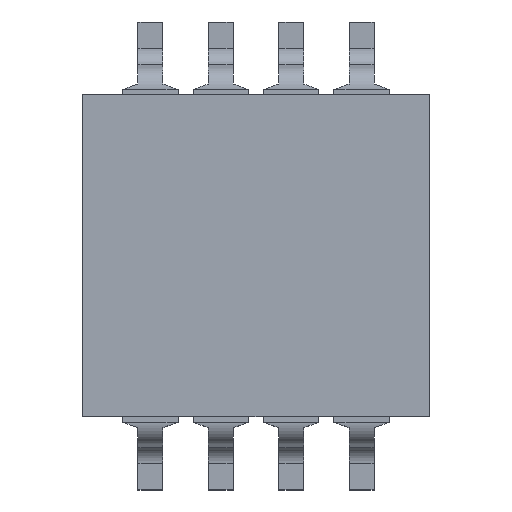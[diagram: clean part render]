
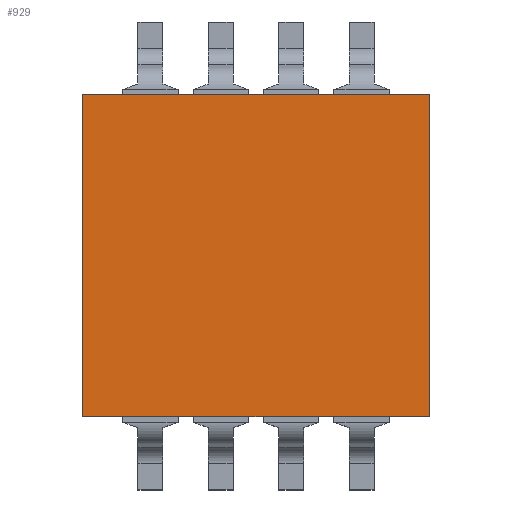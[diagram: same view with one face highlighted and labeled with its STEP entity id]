
A CAD part, top view. The second image highlights one B-rep face of the part: STEP entity #929.
In plain terms, the highlighted planar face has unit normal (0, 0, 1).
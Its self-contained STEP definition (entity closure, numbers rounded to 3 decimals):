
#929 = ADVANCED_FACE( '', ( #1890 ), #1891, .T. );
#1890 = FACE_OUTER_BOUND( '', #2993, .T. );
#1891 = PLANE( '', #2994 );
#2993 = EDGE_LOOP( '', ( #5128, #5129, #5130, #5131 ) );
#2994 = AXIS2_PLACEMENT_3D( '', #5132, #5133, #5134 );
#5128 = ORIENTED_EDGE( '', *, *, #7911, .T. );
#5129 = ORIENTED_EDGE( '', *, *, #7326, .T. );
#5130 = ORIENTED_EDGE( '', *, *, #7912, .T. );
#5131 = ORIENTED_EDGE( '', *, *, #7913, .T. );
#5132 = CARTESIAN_POINT( '', ( 0., 0., 0.05 ) );
#5133 = DIRECTION( '', ( 0., 0., 1. ) );
#5134 = DIRECTION( '', ( 1., 0., 0. ) );
#7326 = EDGE_CURVE( '', #8815, #8813, #8816, .T. );
#7911 = EDGE_CURVE( '', #9737, #8815, #9738, .T. );
#7912 = EDGE_CURVE( '', #8813, #9739, #9740, .T. );
#7913 = EDGE_CURVE( '', #9739, #9737, #9741, .T. );
#8813 = VERTEX_POINT( '', #10940 );
#8815 = VERTEX_POINT( '', #10943 );
#8816 = LINE( '', #10944, #10945 );
#9737 = VERTEX_POINT( '', #12460 );
#9738 = LINE( '', #12461, #12462 );
#9739 = VERTEX_POINT( '', #12463 );
#9740 = LINE( '', #12464, #12465 );
#9741 = LINE( '', #12466, #12467 );
#10940 = CARTESIAN_POINT( '', ( 3.125, -2.9, 0.05 ) );
#10943 = CARTESIAN_POINT( '', ( -3.125, -2.9, 0.05 ) );
#10944 = CARTESIAN_POINT( '', ( -3.125, -2.9, 0.05 ) );
#10945 = VECTOR( '', #13749, 1000. );
#12460 = CARTESIAN_POINT( '', ( -3.125, 2.9, 0.05 ) );
#12461 = CARTESIAN_POINT( '', ( -3.125, 2.9, 0.05 ) );
#12462 = VECTOR( '', #14201, 1000. );
#12463 = CARTESIAN_POINT( '', ( 3.125, 2.9, 0.05 ) );
#12464 = CARTESIAN_POINT( '', ( 3.125, -2.9, 0.05 ) );
#12465 = VECTOR( '', #14202, 1000. );
#12466 = CARTESIAN_POINT( '', ( 3.125, 2.9, 0.05 ) );
#12467 = VECTOR( '', #14203, 1000. );
#13749 = DIRECTION( '', ( 1., 0., 0. ) );
#14201 = DIRECTION( '', ( 0., -1., 0. ) );
#14202 = DIRECTION( '', ( 0., 1., 0. ) );
#14203 = DIRECTION( '', ( -1., 0., 0. ) );
